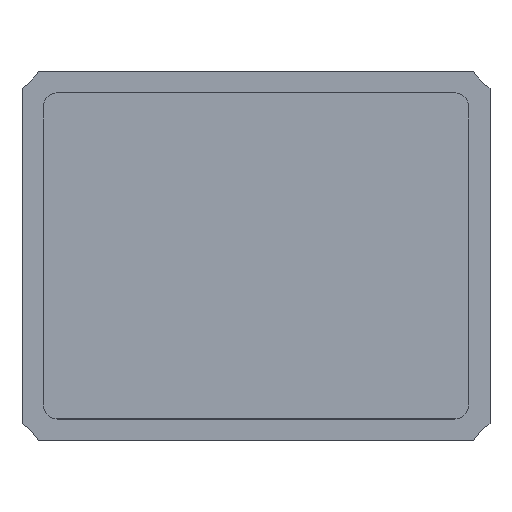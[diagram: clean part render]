
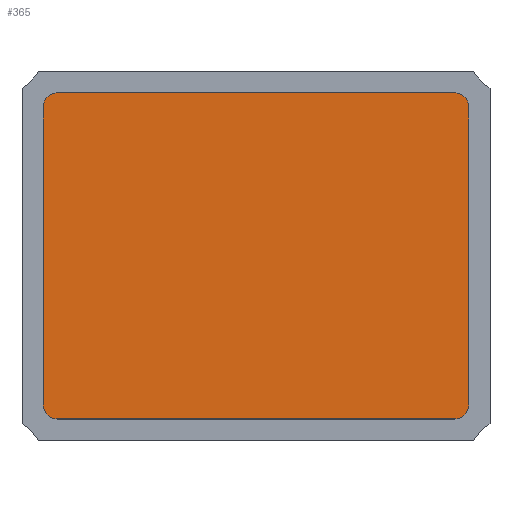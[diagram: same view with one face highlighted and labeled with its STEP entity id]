
A CAD part, top view. The second image highlights one B-rep face of the part: STEP entity #365.
In plain terms, the highlighted planar face has unit normal (0, 0, 1).
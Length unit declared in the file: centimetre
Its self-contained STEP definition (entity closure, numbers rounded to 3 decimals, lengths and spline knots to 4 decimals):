
#54=PLANE('',#392);
#63=VECTOR('',#420,1.);
#67=VECTOR('',#431,1.);
#71=VECTOR('',#442,1.);
#75=VECTOR('',#453,1.);
#95=LINE('',#512,#63);
#99=LINE('',#524,#67);
#103=LINE('',#536,#71);
#107=LINE('',#548,#75);
#125=VERTEX_POINT('',#504);
#126=VERTEX_POINT('',#505);
#129=VERTEX_POINT('',#513);
#131=VERTEX_POINT('',#519);
#133=VERTEX_POINT('',#525);
#135=VERTEX_POINT('',#531);
#137=VERTEX_POINT('',#537);
#139=VERTEX_POINT('',#543);
#157=CIRCLE('',#377,0.01);
#159=CIRCLE('',#381,0.01);
#161=CIRCLE('',#385,0.01);
#163=CIRCLE('',#389,0.01);
#173=EDGE_CURVE('',#125,#126,#157,.T.);
#177=EDGE_CURVE('',#126,#129,#95,.T.);
#180=EDGE_CURVE('',#129,#131,#159,.T.);
#183=EDGE_CURVE('',#131,#133,#99,.T.);
#186=EDGE_CURVE('',#133,#135,#161,.T.);
#189=EDGE_CURVE('',#135,#137,#103,.T.);
#192=EDGE_CURVE('',#137,#139,#163,.T.);
#195=EDGE_CURVE('',#139,#125,#107,.T.);
#253=ORIENTED_EDGE('',*,*,#173,.F.);
#254=ORIENTED_EDGE('',*,*,#195,.F.);
#255=ORIENTED_EDGE('',*,*,#192,.F.);
#256=ORIENTED_EDGE('',*,*,#189,.F.);
#257=ORIENTED_EDGE('',*,*,#186,.F.);
#258=ORIENTED_EDGE('',*,*,#183,.F.);
#259=ORIENTED_EDGE('',*,*,#180,.F.);
#260=ORIENTED_EDGE('',*,*,#177,.F.);
#325=EDGE_LOOP('',(#253,#254,#255,#256,#257,#258,#259,#260));
#345=FACE_BOUND('',#325,.T.);
#365=ADVANCED_FACE('',(#345),#54,.T.);
#377=AXIS2_PLACEMENT_3D('',#503,#413,#414);
#381=AXIS2_PLACEMENT_3D('',#518,#425,#426);
#385=AXIS2_PLACEMENT_3D('',#530,#436,#437);
#389=AXIS2_PLACEMENT_3D('',#542,#447,#448);
#392=AXIS2_PLACEMENT_3D('',#550,#455,$);
#413=DIRECTION('',(0.,0.,-1.));
#414=DIRECTION('',(0.01,0.,0.));
#420=DIRECTION('',(1.,0.,0.));
#425=DIRECTION('',(0.,0.,-1.));
#426=DIRECTION('',(0.01,0.,0.));
#431=DIRECTION('',(0.,-1.,0.));
#436=DIRECTION('',(0.,0.,-1.));
#437=DIRECTION('',(0.01,0.,0.));
#442=DIRECTION('',(-1.,0.,0.));
#447=DIRECTION('',(0.,0.,-1.));
#448=DIRECTION('',(0.01,0.,0.));
#453=DIRECTION('',(0.,1.,0.));
#455=DIRECTION('',(0.,0.,1.));
#503=CARTESIAN_POINT('',(-0.14,0.105,0.07));
#504=CARTESIAN_POINT('',(-0.15,0.105,0.07));
#505=CARTESIAN_POINT('',(-0.14,0.115,0.07));
#512=CARTESIAN_POINT('',(0.14,0.115,0.07));
#513=CARTESIAN_POINT('',(0.14,0.115,0.07));
#518=CARTESIAN_POINT('',(0.14,0.105,0.07));
#519=CARTESIAN_POINT('',(0.15,0.105,0.07));
#524=CARTESIAN_POINT('',(0.15,-0.105,0.07));
#525=CARTESIAN_POINT('',(0.15,-0.105,0.07));
#530=CARTESIAN_POINT('',(0.14,-0.105,0.07));
#531=CARTESIAN_POINT('',(0.14,-0.115,0.07));
#536=CARTESIAN_POINT('',(-0.14,-0.115,0.07));
#537=CARTESIAN_POINT('',(-0.14,-0.115,0.07));
#542=CARTESIAN_POINT('',(-0.14,-0.105,0.07));
#543=CARTESIAN_POINT('',(-0.15,-0.105,0.07));
#548=CARTESIAN_POINT('',(-0.15,0.105,0.07));
#550=CARTESIAN_POINT('',(0.,0.,0.07));
